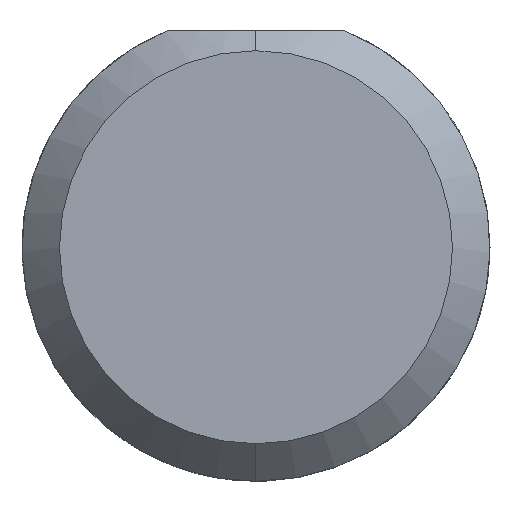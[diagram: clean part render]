
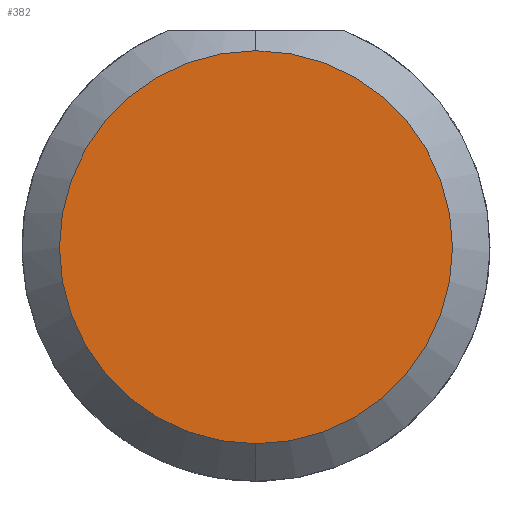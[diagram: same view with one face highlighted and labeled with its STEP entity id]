
A CAD part, left-side view. The second image highlights one B-rep face of the part: STEP entity #382.
In plain terms, the highlighted planar face has unit normal (-1, 0, 0).
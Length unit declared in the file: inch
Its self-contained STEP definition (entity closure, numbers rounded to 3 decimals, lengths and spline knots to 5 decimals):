
#21 = DIRECTION ( 'NONE',  ( 1., 0., 0. ) ) ;
#44 = AXIS2_PLACEMENT_3D ( 'NONE', #839, #21, #92 ) ;
#53 = DIRECTION ( 'NONE',  ( -1., 0., 0. ) ) ;
#77 = ORIENTED_EDGE ( 'NONE', *, *, #133, .T. ) ;
#92 = DIRECTION ( 'NONE',  ( 0., 0., -1. ) ) ;
#95 = CARTESIAN_POINT ( 'NONE',  ( 0., 0., -0.0786 ) ) ;
#119 = DIRECTION ( 'NONE',  ( 0., 0., -1. ) ) ;
#125 = CIRCLE ( 'NONE', #661, 0.0786 ) ;
#133 = EDGE_CURVE ( 'NONE', #481, #786, #125, .T. ) ;
#370 = EDGE_LOOP ( 'NONE', ( #860, #77 ) ) ;
#382 = ADVANCED_FACE ( 'NONE', ( #829 ), #993, .F. ) ;
#481 = VERTEX_POINT ( 'NONE', #487 ) ;
#487 = CARTESIAN_POINT ( 'NONE',  ( 0., 0., 0.0786 ) ) ;
#539 = DIRECTION ( 'NONE',  ( 0., 0., -1. ) ) ;
#661 = AXIS2_PLACEMENT_3D ( 'NONE', #1021, #958, #119 ) ;
#786 = VERTEX_POINT ( 'NONE', #95 ) ;
#829 = FACE_OUTER_BOUND ( 'NONE', #370, .T. ) ;
#839 = CARTESIAN_POINT ( 'NONE',  ( 0., 0., 0. ) ) ;
#844 = CIRCLE ( 'NONE', #1056, 0.0786 ) ;
#860 = ORIENTED_EDGE ( 'NONE', *, *, #1009, .T. ) ;
#958 = DIRECTION ( 'NONE',  ( -1., 0., 0. ) ) ;
#993 = PLANE ( 'NONE',  #44 ) ;
#1009 = EDGE_CURVE ( 'NONE', #786, #481, #844, .T. ) ;
#1021 = CARTESIAN_POINT ( 'NONE',  ( 0., 0., 0. ) ) ;
#1053 = CARTESIAN_POINT ( 'NONE',  ( 0., 0., 0. ) ) ;
#1056 = AXIS2_PLACEMENT_3D ( 'NONE', #1053, #53, #539 ) ;
